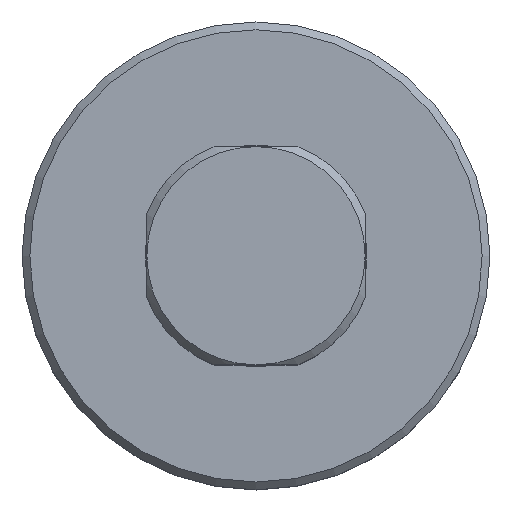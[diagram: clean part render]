
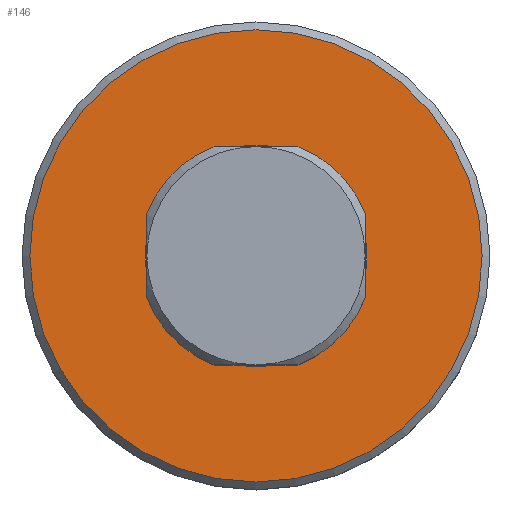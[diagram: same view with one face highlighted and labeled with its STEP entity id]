
A CAD part, top view. The second image highlights one B-rep face of the part: STEP entity #146.
In plain terms, the highlighted planar face has unit normal (0, 0, 1).
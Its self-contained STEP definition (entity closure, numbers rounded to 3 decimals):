
#146=ADVANCED_FACE('',(#195),#181,.T.);
#181=PLANE('',#574);
#195=FACE_OUTER_BOUND('',#219,.T.);
#219=EDGE_LOOP('',(#265));
#265=ORIENTED_EDGE('',*,*,#449,.F.);
#401=VERTEX_POINT('',#807);
#449=EDGE_CURVE('',#401,#401,#517,.T.);
#517=CIRCLE('',#573,29.);
#573=AXIS2_PLACEMENT_3D('',#806,#648,#649);
#574=AXIS2_PLACEMENT_3D('',#808,#650,#651);
#648=DIRECTION('',(0.,0.,-1.));
#649=DIRECTION('',(-1.,0.,0.));
#650=DIRECTION('',(0.,0.,1.));
#651=DIRECTION('',(-1.,0.,0.));
#806=CARTESIAN_POINT('',(0.,0.,0.));
#807=CARTESIAN_POINT('',(-29.,0.,0.));
#808=CARTESIAN_POINT('',(0.,-29.,0.));
